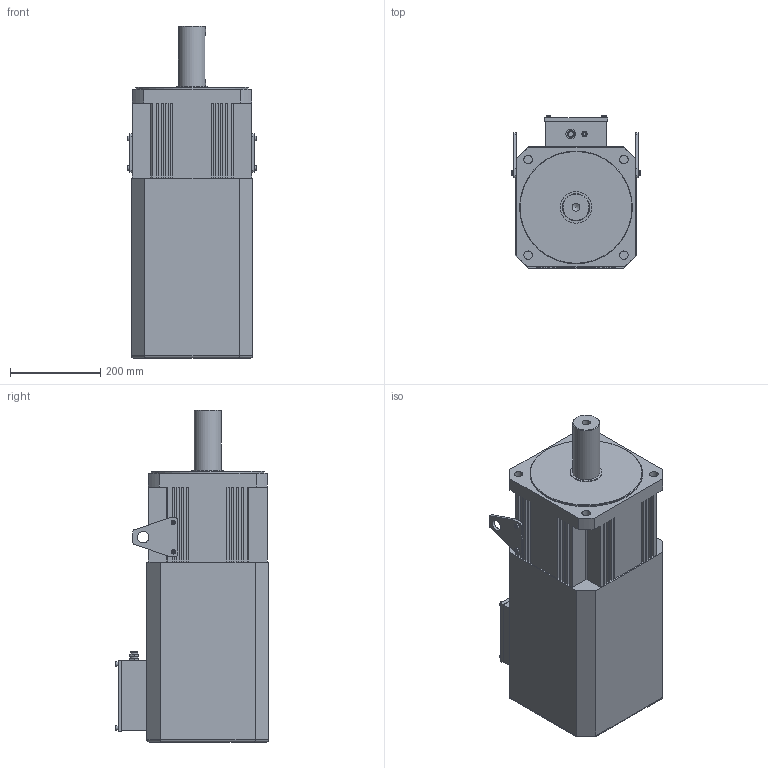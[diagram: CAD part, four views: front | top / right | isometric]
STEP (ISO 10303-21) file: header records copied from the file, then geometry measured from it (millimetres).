
FILE_DESCRIPTION (( 'STEP AP203' ), '1' );
FILE_NAME ('260SFM-EB8615-3B6.STEP', '2025-05-12T02:00:20', ( '¼¼Êõ03' ), ( 'HP Inc.' ), 'SwSTEP 2.0', 'SolidWorks 2020', '' );
FILE_SCHEMA (( 'CONFIG_CONTROL_DESIGN' ));
Length unit declared in the file: millimetre
Products named in the file (1): 260SFM-EB8615-3B6
Bounding box: 288 x 340 x 736 mm (x, y, z)
Volume: 42463865.7 mm3; surface area: 1150797.9 mm2
Topology: 15 solids, 15 shells, 486 faces, 1201 edges, 773 vertices
Faces by surface type: plane 357, cylinder 100, cone 19, torus 10
Full cylindrical faces by diameter (mm): 4.2 x4, 6 x9, 6.35 x4, 8 x1, 10 x10, 11.88 x8, 12 x2, 16 x2, 17.5 x1, 19 x4, 25.438 x2, 60 x1, 70 x1, 250 x1
Entity records: 13893 total; most frequent: CARTESIAN_POINT 2469, DIRECTION 2322, ORIENTED_EDGE 2216, EDGE_CURVE 1108, VECTOR 848, LINE 848, VERTEX_POINT 760, AXIS2_PLACEMENT_3D 737
